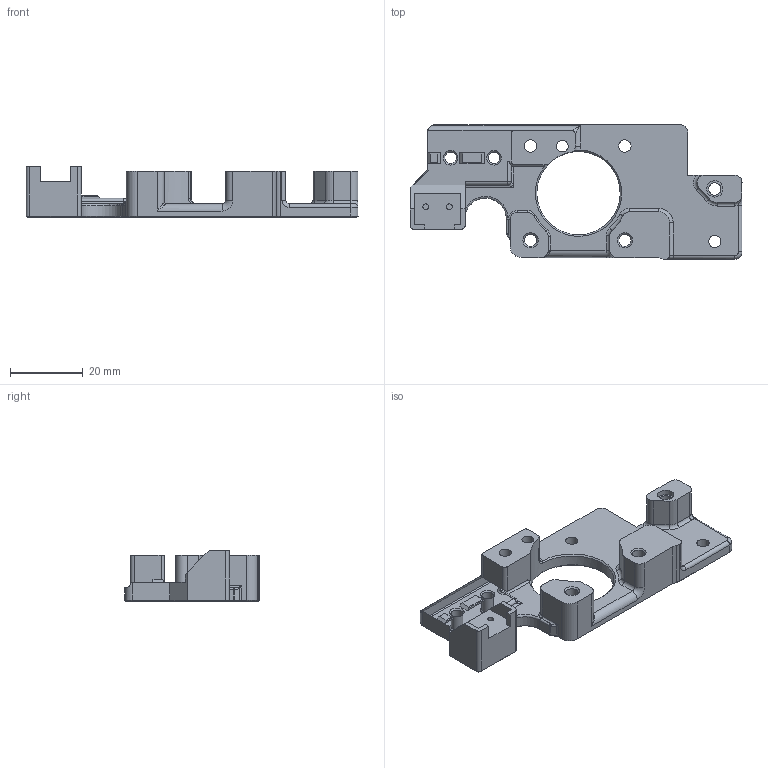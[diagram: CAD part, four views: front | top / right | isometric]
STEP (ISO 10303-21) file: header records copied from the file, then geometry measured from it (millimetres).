
FILE_DESCRIPTION(/* description */ (''),/* implementation_level */ '2;1');
FILE_NAME(/* name */ 'A_Drive_C_x1.step',/* time_stamp */ '2025-12-31T11:37:03-05:00',/* author */ (''),/* organization */ (''),/* preprocessor_version */ 'ST-DEVELOPER v20.1',/* originating_system */ 'Autodesk Translation Framework v14.21.0.0',/* authorisation */ '');
FILE_SCHEMA (('AUTOMOTIVE_DESIGN { 1 0 10303 214 3 1 1 }'));
Length unit declared in the file: millimetre
Products named in the file (1): A_Drive
Bounding box: 91.55 x 37.04 x 14 mm (x, y, z)
Volume: 14443.5 mm3; surface area: 8742.9 mm2
Topology: 1 solids, 1 shells, 219 faces, 553 edges, 334 vertices
Faces by surface type: plane 103, cylinder 64, cone 26, torus 15, bspline 9, sphere 2
Full cylindrical faces by diameter (mm): 1.6 x2, 3.2 x3, 3.4 x6, 4.5 x1, 23 x1
Entity records: 7514 total; most frequent: CARTESIAN_POINT 2201, DIRECTION 1107, ORIENTED_EDGE 1092, EDGE_CURVE 546, AXIS2_PLACEMENT_3D 383, LINE 341, VECTOR 341, VERTEX_POINT 334
